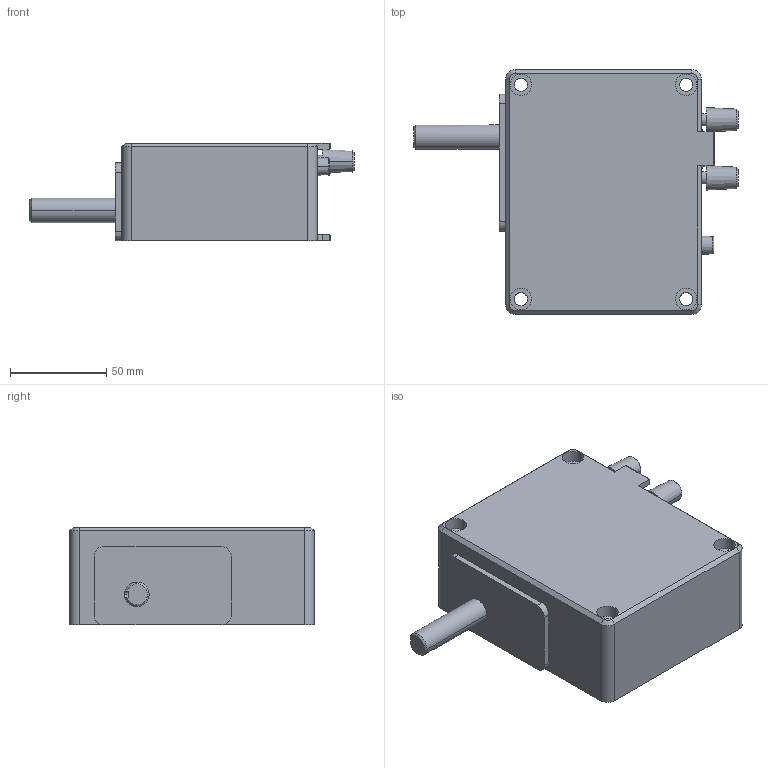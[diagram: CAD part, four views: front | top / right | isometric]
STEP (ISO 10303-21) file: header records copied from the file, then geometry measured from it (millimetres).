
FILE_DESCRIPTION (( 'STEP AP203' ), '1' );
FILE_NAME ('Candy Switch.step', '2011-08-15T12:18:23', ( '' ), ( '' ), 'SwSTEP 2.0', 'SolidWorks 2010', '' );
FILE_SCHEMA (( 'CONFIG_CONTROL_DESIGN' ));
Length unit declared in the file: inch
Products named in the file (1): Candy Switch
Bounding box: 168.28 x 127 x 50.8 mm (x, y, z)
Volume: 660436.7 mm3; surface area: 63438.7 mm2
Topology: 3 solids, 3 shells, 105 faces, 248 edges, 159 vertices
Faces by surface type: plane 44, cylinder 42, cone 17, torus 2
Entity records: 3144 total; most frequent: CARTESIAN_POINT 569, DIRECTION 547, ORIENTED_EDGE 496, EDGE_CURVE 248, AXIS2_PLACEMENT_3D 205, VERTEX_POINT 159, LINE 137, VECTOR 137
